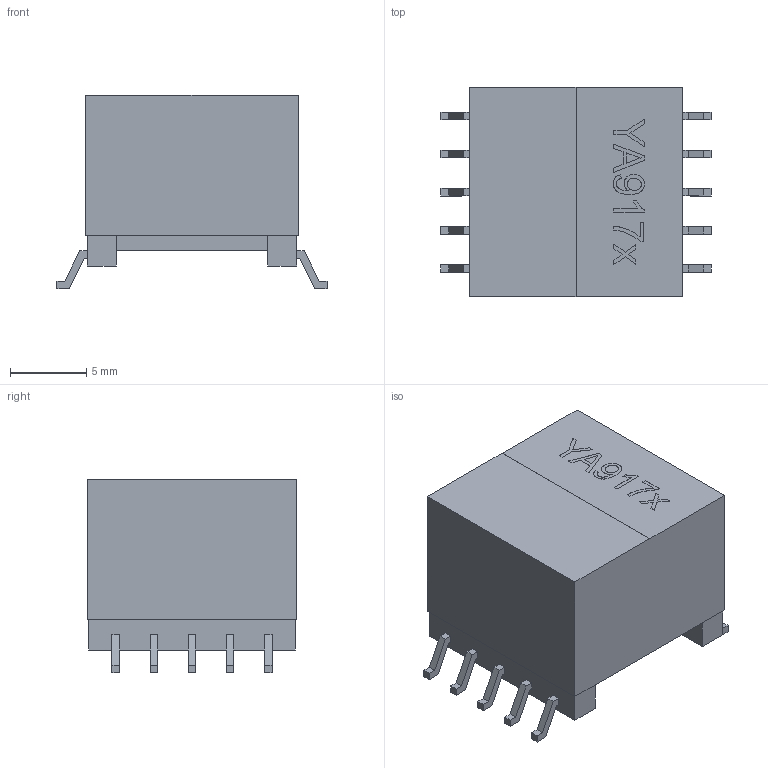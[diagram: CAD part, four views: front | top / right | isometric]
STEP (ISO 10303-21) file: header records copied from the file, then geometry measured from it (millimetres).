
FILE_DESCRIPTION(/* description */ ('','CAx-IF Rec.Pracs.---Representation and Presentation of Product Manufacturing Information (PMI)---4.0---2014-10-13'),/* implementation_level */ '2;1');
FILE_NAME(/* name */ 'YA917x.step',/* time_stamp */ '2025-05-01T01:11:00+01:00',/* author */ (''),/* organization */ (''),/* preprocessor_version */ 'ST-DEVELOPER v20',/* originating_system */ 'Autodesk Translation Framework v13.20.0.188',/* authorisation */ '');
FILE_SCHEMA (('AP242_MANAGED_MODEL_BASED_3D_ENGINEERING_MIM_LF { 1 0 10303 442 1 1 4 }'));
Length unit declared in the file: millimetre
Products named in the file (1): YA917x
Bounding box: 17.7 x 13.7 x 12.7 mm (x, y, z)
Volume: 1961.2 mm3; surface area: 1081.7 mm2
Topology: 11 solids, 11 shells, 218 faces, 561 edges, 374 vertices
Faces by surface type: plane 173, bspline 45
Entity records: 6978 total; most frequent: CARTESIAN_POINT 1919, ORIENTED_EDGE 1122, DIRECTION 819, EDGE_CURVE 561, LINE 471, VECTOR 471, VERTEX_POINT 374, EDGE_LOOP 227
